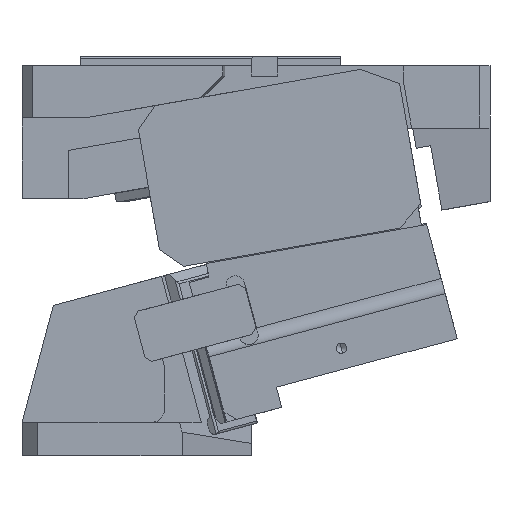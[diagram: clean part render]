
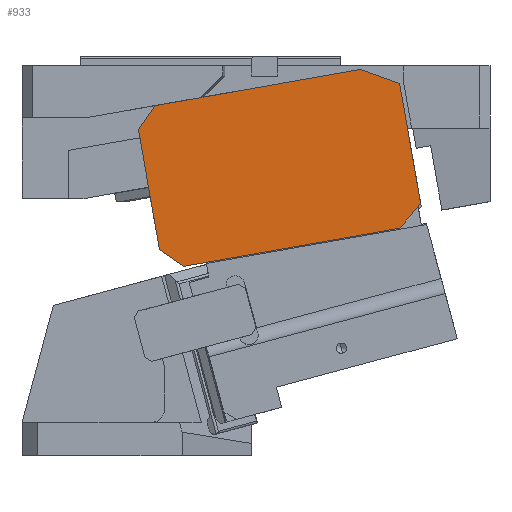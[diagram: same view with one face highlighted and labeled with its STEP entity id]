
A CAD part, front view. The second image highlights one B-rep face of the part: STEP entity #933.
In plain terms, the highlighted planar face has unit normal (0, -1, 0).
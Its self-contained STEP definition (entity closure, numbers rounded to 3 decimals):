
#802=CARTESIAN_POINT('Vertex',(-196.851,-164.,261.645)) ;
#805=CARTESIAN_POINT('Line Origine',(-175.237,-164.,265.456)) ;
#809=CARTESIAN_POINT('Vertex',(-153.624,-164.,269.267)) ;
#840=CARTESIAN_POINT('Vertex',(-213.074,-164.,238.476)) ;
#845=CARTESIAN_POINT('Line Origine',(-204.963,-164.,250.06)) ;
#862=CARTESIAN_POINT('Axis2P3D Location',(-15.326,-164.,101.737)) ;
#867=CARTESIAN_POINT('Line Origine',(-181.173,-164.,115.141)) ;
#871=CARTESIAN_POINT('Vertex',(-169.588,-164.,107.03)) ;
#873=CARTESIAN_POINT('Vertex',(-192.757,-164.,123.253)) ;
#876=CARTESIAN_POINT('Line Origine',(-65.61,-164.,125.364)) ;
#880=CARTESIAN_POINT('Vertex',(38.368,-164.,143.698)) ;
#883=CARTESIAN_POINT('Line Origine',(48.368,-164.,155.616)) ;
#887=CARTESIAN_POINT('Vertex',(58.368,-164.,167.533)) ;
#890=CARTESIAN_POINT('Line Origine',(48.21,-164.,225.145)) ;
#894=CARTESIAN_POINT('Vertex',(38.052,-164.,282.756)) ;
#897=CARTESIAN_POINT('Line Origine',(19.258,-164.,289.596)) ;
#901=CARTESIAN_POINT('Vertex',(0.464,-164.,296.437)) ;
#904=CARTESIAN_POINT('Line Origine',(-75.22,-164.,283.091)) ;
#908=CARTESIAN_POINT('Vertex',(-150.905,-164.,269.746)) ;
#911=CARTESIAN_POINT('Line Origine',(-152.264,-164.,269.507)) ;
#916=CARTESIAN_POINT('Line Origine',(-202.916,-164.,180.864)) ;
#806=DIRECTION('Vector Direction',(-0.985,0.,-0.174)) ;
#846=DIRECTION('Vector Direction',(-0.574,0.,-0.819)) ;
#863=DIRECTION('Axis2P3D Direction',(0.,1.,0.)) ;
#864=DIRECTION('Axis2P3D XDirection',(0.985,0.,0.174)) ;
#868=DIRECTION('Vector Direction',(-0.819,0.,0.574)) ;
#877=DIRECTION('Vector Direction',(0.985,0.,0.174)) ;
#884=DIRECTION('Vector Direction',(0.643,0.,0.766)) ;
#891=DIRECTION('Vector Direction',(-0.174,0.,0.985)) ;
#898=DIRECTION('Vector Direction',(0.94,0.,-0.342)) ;
#905=DIRECTION('Vector Direction',(-0.985,0.,-0.174)) ;
#912=DIRECTION('Vector Direction',(-0.985,0.,-0.174)) ;
#917=DIRECTION('Vector Direction',(-0.174,0.,0.985)) ;
#865=AXIS2_PLACEMENT_3D('Plane Axis2P3D',#862,#863,#864) ;
#922=ORIENTED_EDGE('',*,*,#875,.F.) ;
#923=ORIENTED_EDGE('',*,*,#882,.T.) ;
#924=ORIENTED_EDGE('',*,*,#889,.T.) ;
#925=ORIENTED_EDGE('',*,*,#896,.T.) ;
#926=ORIENTED_EDGE('',*,*,#903,.F.) ;
#927=ORIENTED_EDGE('',*,*,#910,.T.) ;
#928=ORIENTED_EDGE('',*,*,#915,.T.) ;
#929=ORIENTED_EDGE('',*,*,#811,.T.) ;
#930=ORIENTED_EDGE('',*,*,#849,.T.) ;
#931=ORIENTED_EDGE('',*,*,#920,.F.) ;
#807=VECTOR('Line Direction',#806,1.) ;
#847=VECTOR('Line Direction',#846,1.) ;
#869=VECTOR('Line Direction',#868,1.) ;
#878=VECTOR('Line Direction',#877,1.) ;
#885=VECTOR('Line Direction',#884,1.) ;
#892=VECTOR('Line Direction',#891,1.) ;
#899=VECTOR('Line Direction',#898,1.) ;
#906=VECTOR('Line Direction',#905,1.) ;
#913=VECTOR('Line Direction',#912,1.) ;
#918=VECTOR('Line Direction',#917,1.) ;
#933=ADVANCED_FACE('CAM HOLDER',(#932),#866,.F.) ;
#811=EDGE_CURVE('',#810,#803,#808,.T.) ;
#849=EDGE_CURVE('',#803,#841,#848,.T.) ;
#875=EDGE_CURVE('',#872,#874,#870,.T.) ;
#882=EDGE_CURVE('',#872,#881,#879,.T.) ;
#889=EDGE_CURVE('',#881,#888,#886,.T.) ;
#896=EDGE_CURVE('',#888,#895,#893,.T.) ;
#903=EDGE_CURVE('',#902,#895,#900,.T.) ;
#910=EDGE_CURVE('',#902,#909,#907,.T.) ;
#915=EDGE_CURVE('',#909,#810,#914,.T.) ;
#920=EDGE_CURVE('',#874,#841,#919,.T.) ;
#921=EDGE_LOOP('',(#922,#923,#924,#925,#926,#927,#928,#929,#930,#931)) ;
#932=FACE_OUTER_BOUND('',#921,.T.) ;
#808=LINE('Line',#805,#807) ;
#848=LINE('Line',#845,#847) ;
#870=LINE('Line',#867,#869) ;
#879=LINE('Line',#876,#878) ;
#886=LINE('Line',#883,#885) ;
#893=LINE('Line',#890,#892) ;
#900=LINE('Line',#897,#899) ;
#907=LINE('Line',#904,#906) ;
#914=LINE('Line',#911,#913) ;
#919=LINE('Line',#916,#918) ;
#866=PLANE('Plane',#865) ;
#803=VERTEX_POINT('',#802) ;
#810=VERTEX_POINT('',#809) ;
#841=VERTEX_POINT('',#840) ;
#872=VERTEX_POINT('',#871) ;
#874=VERTEX_POINT('',#873) ;
#881=VERTEX_POINT('',#880) ;
#888=VERTEX_POINT('',#887) ;
#895=VERTEX_POINT('',#894) ;
#902=VERTEX_POINT('',#901) ;
#909=VERTEX_POINT('',#908) ;
